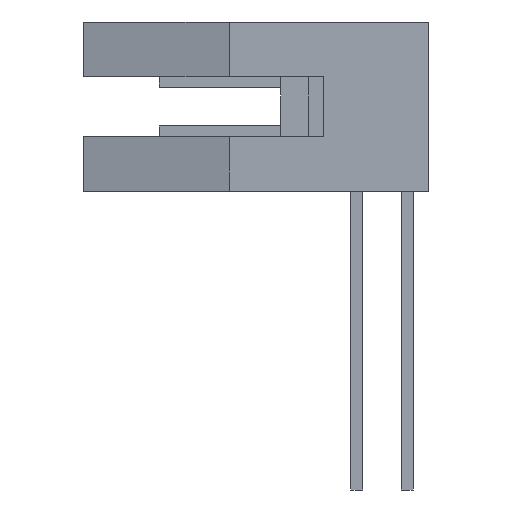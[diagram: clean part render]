
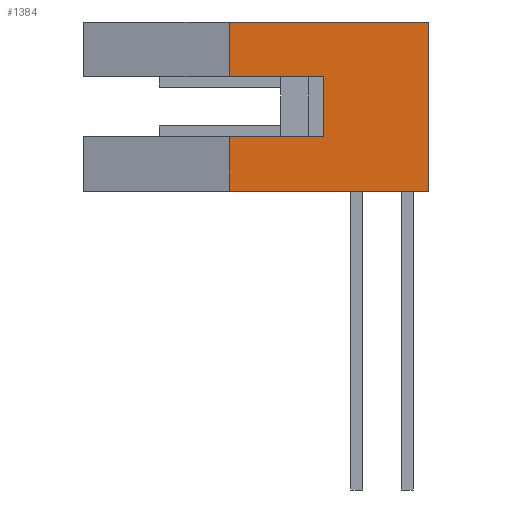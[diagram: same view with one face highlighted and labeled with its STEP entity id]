
A CAD part, left-side view. The second image highlights one B-rep face of the part: STEP entity #1384.
In plain terms, the highlighted planar face has unit normal (-1, 0, 0).
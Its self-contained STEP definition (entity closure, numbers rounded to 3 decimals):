
#1384=ADVANCED_FACE('',(#2389),#1889,.T.);
#1889=PLANE('',#10700);
#2389=FACE_OUTER_BOUND('',#2896,.T.);
#2896=EDGE_LOOP('',(#4887,#4888,#4889,#4890,#4891,#4892,#4893,#4894));
#4887=ORIENTED_EDGE('',*,*,#7589,.T.);
#4888=ORIENTED_EDGE('',*,*,#7588,.F.);
#4889=ORIENTED_EDGE('',*,*,#7590,.T.);
#4890=ORIENTED_EDGE('',*,*,#7591,.T.);
#4891=ORIENTED_EDGE('',*,*,#7592,.T.);
#4892=ORIENTED_EDGE('',*,*,#7578,.F.);
#4893=ORIENTED_EDGE('',*,*,#7593,.T.);
#4894=ORIENTED_EDGE('',*,*,#7594,.T.);
#6362=VERTEX_POINT('',#15443);
#6363=VERTEX_POINT('',#15445);
#6370=VERTEX_POINT('',#15462);
#6371=VERTEX_POINT('',#15464);
#6372=VERTEX_POINT('',#15468);
#6373=VERTEX_POINT('',#15470);
#6374=VERTEX_POINT('',#15472);
#6375=VERTEX_POINT('',#15475);
#7578=EDGE_CURVE('',#6362,#6363,#8841,.T.);
#7588=EDGE_CURVE('',#6371,#6370,#8851,.T.);
#7589=EDGE_CURVE('',#6372,#6370,#8852,.T.);
#7590=EDGE_CURVE('',#6371,#6373,#8853,.T.);
#7591=EDGE_CURVE('',#6373,#6374,#8854,.T.);
#7592=EDGE_CURVE('',#6374,#6363,#8855,.T.);
#7593=EDGE_CURVE('',#6362,#6375,#8856,.T.);
#7594=EDGE_CURVE('',#6375,#6372,#8857,.T.);
#8841=LINE('',#15444,#10098);
#8851=LINE('',#15465,#10108);
#8852=LINE('',#15467,#10109);
#8853=LINE('',#15469,#10110);
#8854=LINE('',#15471,#10111);
#8855=LINE('',#15473,#10112);
#8856=LINE('',#15474,#10113);
#8857=LINE('',#15476,#10114);
#10098=VECTOR('',#12822,1.);
#10108=VECTOR('',#12836,1.);
#10109=VECTOR('',#12839,1.);
#10110=VECTOR('',#12840,1.);
#10111=VECTOR('',#12841,1.);
#10112=VECTOR('',#12842,1.);
#10113=VECTOR('',#12843,1.);
#10114=VECTOR('',#12844,1.);
#10700=AXIS2_PLACEMENT_3D('',#15477,#12845,#12846);
#12822=DIRECTION('',(0.,0.,1.));
#12836=DIRECTION('',(0.,0.,1.));
#12839=DIRECTION('',(0.,1.,0.));
#12840=DIRECTION('',(0.,-1.,0.));
#12841=DIRECTION('',(0.,0.,1.));
#12842=DIRECTION('',(0.,1.,0.));
#12843=DIRECTION('',(0.,-1.,0.));
#12844=DIRECTION('',(0.,0.,-1.));
#12845=DIRECTION('',(-1.,0.,0.));
#12846=DIRECTION('',(0.,-1.,0.));
#15443=CARTESIAN_POINT('',(-31.573,12.59,5.75));
#15444=CARTESIAN_POINT('',(-31.573,12.59,5.75));
#15445=CARTESIAN_POINT('',(-31.573,12.59,8.5));
#15462=CARTESIAN_POINT('',(-31.573,12.59,2.75));
#15464=CARTESIAN_POINT('',(-31.573,12.59,0.));
#15465=CARTESIAN_POINT('',(-31.573,12.59,0.));
#15467=CARTESIAN_POINT('',(-31.573,7.84,2.75));
#15468=CARTESIAN_POINT('',(-31.573,7.84,2.75));
#15469=CARTESIAN_POINT('',(-31.573,12.59,0.));
#15470=CARTESIAN_POINT('',(-31.573,2.59,0.));
#15471=CARTESIAN_POINT('',(-31.573,2.59,0.));
#15472=CARTESIAN_POINT('',(-31.573,2.59,8.5));
#15473=CARTESIAN_POINT('',(-31.573,2.59,8.5));
#15474=CARTESIAN_POINT('',(-31.573,12.59,5.75));
#15475=CARTESIAN_POINT('',(-31.573,7.84,5.75));
#15476=CARTESIAN_POINT('',(-31.573,7.84,5.75));
#15477=CARTESIAN_POINT('',(-31.573,12.59,0.));
